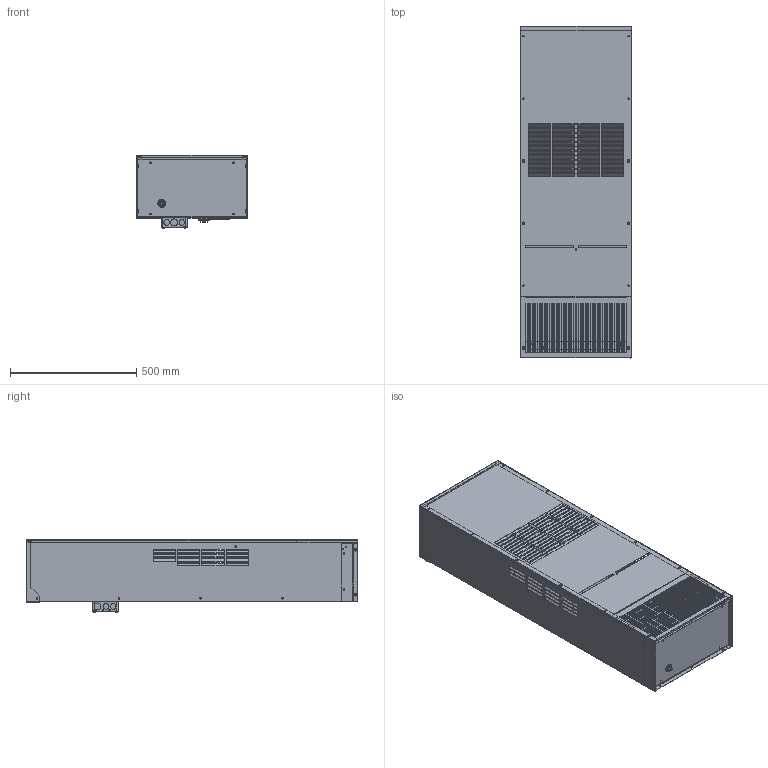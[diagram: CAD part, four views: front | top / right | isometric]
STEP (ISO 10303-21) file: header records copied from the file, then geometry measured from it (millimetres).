
FILE_DESCRIPTION (( 'STEP AP203' ), '1' );
FILE_NAME ('K3NA5C7DP52L.STEP', '2026-03-20T13:57:31', ( '' ), ( '' ), 'SwSTEP 2.0', 'SolidWorks 2024', '' );
FILE_SCHEMA (( 'CONFIG_CONTROL_DESIGN' ));
Products named in the file (1): K3NA5C7DP52L
Bounding box: 439.17 x 1314.87 x 291.97 mm (x, y, z)
Volume: 2383314.4 mm3; surface area: 4290233.5 mm2
Topology: 1 solids, 9 shells, 3403 faces, 8925 edges, 5669 vertices
Faces by surface type: plane 2104, cylinder 991, bspline 222, torus 54, cone 16, sphere 16
Entity records: 112919 total; most frequent: CARTESIAN_POINT 29993, ORIENTED_EDGE 17810, DIRECTION 15911, EDGE_CURVE 8905, LINE 6503, VECTOR 6503, VERTEX_POINT 5669, AXIS2_PLACEMENT_3D 4704
